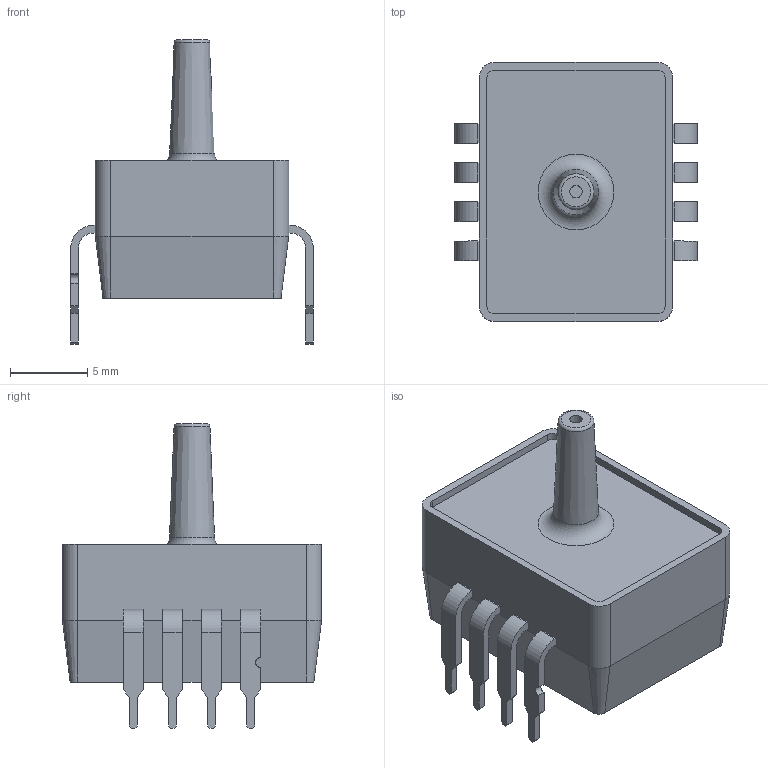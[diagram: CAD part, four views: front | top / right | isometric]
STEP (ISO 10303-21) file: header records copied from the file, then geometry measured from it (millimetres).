
FILE_DESCRIPTION(('FreeCAD Model'),'2;1');
FILE_NAME('Open CASCADE Shape Model','2024-06-29T23:07:51',(''),(''), 'Open CASCADE STEP processor 7.6','FreeCAD','Unknown');
FILE_SCHEMA(('AUTOMOTIVE_DESIGN { 1 0 10303 214 1 1 1 1 }'));
Length unit declared in the file: millimetre
Products named in the file (1): Pocket002
Bounding box: 15.74 x 16.81 x 19.76 mm (x, y, z)
Volume: 1810.7 mm3; surface area: 1210.7 mm2
Topology: 1 solids, 1 shells, 155 faces, 416 edges, 274 vertices
Faces by surface type: plane 122, cylinder 26, cone 5, torus 2
Full cylindrical faces by diameter (mm): 0.8 x1
Entity records: 5901 total; most frequent: CARTESIAN_POINT 846, ORIENTED_EDGE 832, DIRECTION 790, EDGE_CURVE 416, LINE 354, VECTOR 354, VERTEX_POINT 274, AXIS2_PLACEMENT_3D 218
